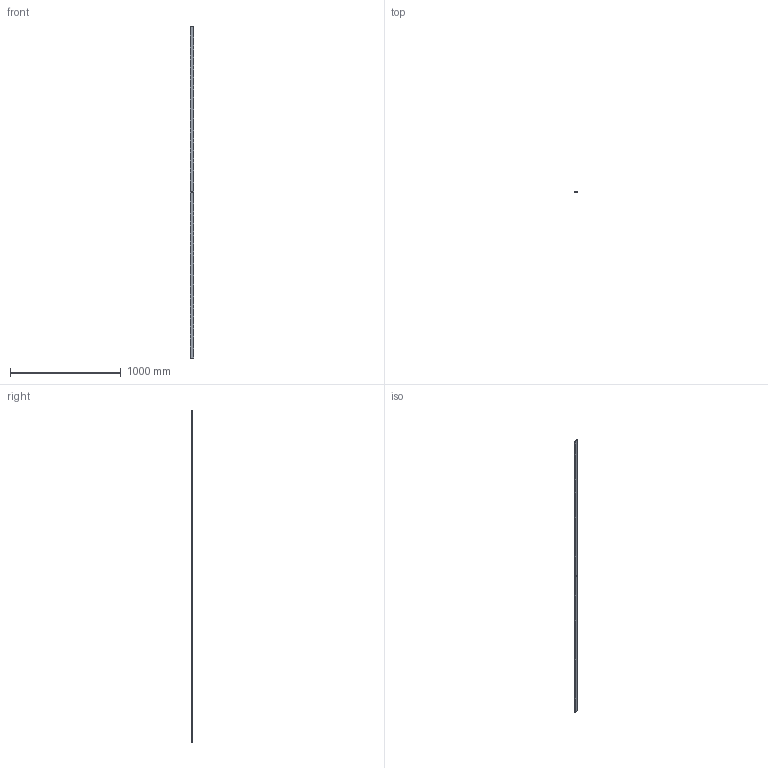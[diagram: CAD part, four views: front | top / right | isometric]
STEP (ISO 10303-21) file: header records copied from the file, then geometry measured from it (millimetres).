
FILE_DESCRIPTION (( 'STEP AP203' ), '1' );
FILE_NAME ('2006-30.step', '2022-02-04T13:16:55', ( '' ), ( '' ), 'SwSTEP 2.0', 'SolidWorks 2018', '' );
FILE_SCHEMA (( 'CONFIG_CONTROL_DESIGN' ));
Length unit declared in the file: millimetre
Products named in the file (2): 2006-30
Bounding box: 30 x 6 x 3000 mm (x, y, z)
Volume: 518548.3 mm3; surface area: 210651.9 mm2
Topology: 1 solids, 1 shells, 562 faces, 1803 edges, 1068 vertices
Faces by surface type: plane 236, bspline 126, cylinder 100, torus 100
Entity records: 25158 total; most frequent: CARTESIAN_POINT 10809, ORIENTED_EDGE 3206, DIRECTION 2627, EDGE_CURVE 1603, VERTEX_POINT 1068, VECTOR 951, LINE 951, AXIS2_PLACEMENT_3D 838
